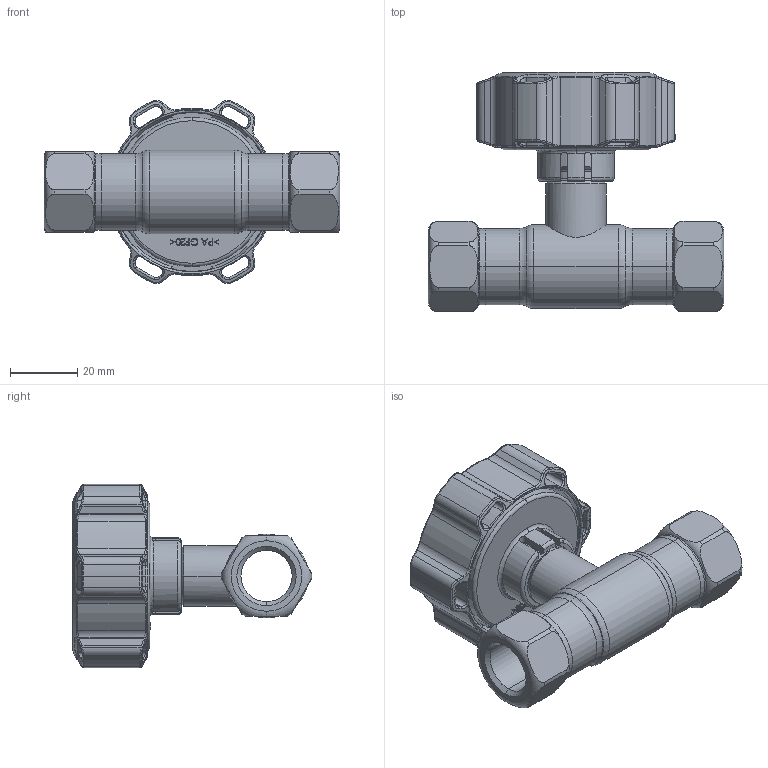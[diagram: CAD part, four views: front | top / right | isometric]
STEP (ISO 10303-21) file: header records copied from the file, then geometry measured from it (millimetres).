
FILE_DESCRIPTION (( 'STEP AP214' ), '1' );
FILE_NAME ('2010002000-0200.step', '2024-01-11T11:13:53', ( '' ), ( '' ), 'SwSTEP 2.0', 'SolidWorks 2021', '' );
FILE_SCHEMA (( 'AUTOMOTIVE_DESIGN' ));
Length unit declared in the file: millimetre
Products named in the file (1): 2010002000-0200
Bounding box: 88 x 71.4 x 54.57 mm (x, y, z)
Surface area: 24556.8 mm2 (no closed solid volume)
Topology: 0 solids, 8 shells, 549 faces, 1539 edges, 980 vertices
Faces by surface type: bspline 175, cylinder 139, plane 104, torus 85, cone 46
Entity records: 33728 total; most frequent: CARTESIAN_POINT 15141, ORIENTED_EDGE 2805, DIRECTION 2207, EDGE_CURVE 1539, VERTEX_POINT 980, AXIS2_PLACEMENT_3D 885, EDGE_LOOP 585, B_SPLINE_CURVE_WITH_KNOTS 562
